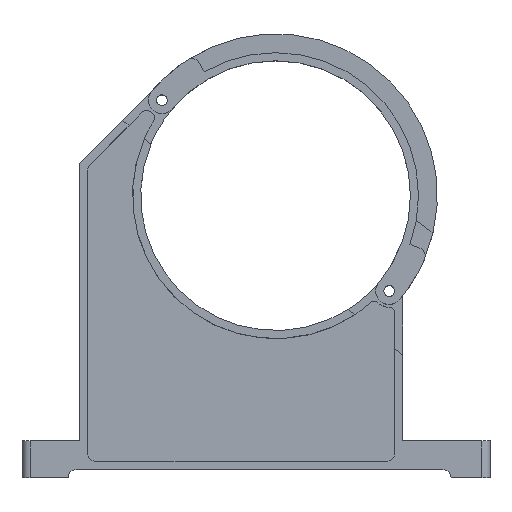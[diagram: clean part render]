
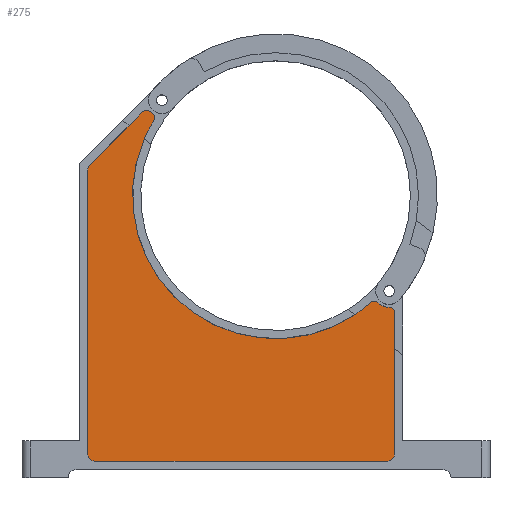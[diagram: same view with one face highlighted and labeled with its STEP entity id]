
A CAD part, top view. The second image highlights one B-rep face of the part: STEP entity #275.
In plain terms, the highlighted planar face has unit normal (0, 0, 1).
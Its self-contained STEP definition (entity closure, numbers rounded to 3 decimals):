
#275 = ADVANCED_FACE( '', ( #577 ), #578, .T. );
#577 = FACE_OUTER_BOUND( '', #893, .T. );
#578 = PLANE( '', #894 );
#893 = EDGE_LOOP( '', ( #1689, #1690, #1691, #1692, #1693, #1694, #1695, #1696, #1697, #1698, #1699, #1700, #1701, #1702 ) );
#894 = AXIS2_PLACEMENT_3D( '', #1703, #1704, #1705 );
#1689 = ORIENTED_EDGE( '', *, *, #1939, .T. );
#1690 = ORIENTED_EDGE( '', *, *, #2232, .T. );
#1691 = ORIENTED_EDGE( '', *, *, #2158, .T. );
#1692 = ORIENTED_EDGE( '', *, *, #1953, .T. );
#1693 = ORIENTED_EDGE( '', *, *, #2283, .T. );
#1694 = ORIENTED_EDGE( '', *, *, #1993, .T. );
#1695 = ORIENTED_EDGE( '', *, *, #2284, .T. );
#1696 = ORIENTED_EDGE( '', *, *, #2285, .F. );
#1697 = ORIENTED_EDGE( '', *, *, #2286, .T. );
#1698 = ORIENTED_EDGE( '', *, *, #2176, .F. );
#1699 = ORIENTED_EDGE( '', *, *, #2150, .T. );
#1700 = ORIENTED_EDGE( '', *, *, #2226, .F. );
#1701 = ORIENTED_EDGE( '', *, *, #2276, .T. );
#1702 = ORIENTED_EDGE( '', *, *, #2287, .T. );
#1703 = CARTESIAN_POINT( '', ( -73.3, 10.379, 3.3 ) );
#1704 = DIRECTION( '', ( 0., 0., 1. ) );
#1705 = DIRECTION( '', ( 1., 0., 0. ) );
#1939 = EDGE_CURVE( '', #2329, #2327, #2330, .T. );
#1953 = EDGE_CURVE( '', #2355, #2353, #2356, .T. );
#1993 = EDGE_CURVE( '', #2424, #2422, #2425, .T. );
#2150 = EDGE_CURVE( '', #2686, #2684, #2687, .T. );
#2158 = EDGE_CURVE( '', #2696, #2355, #2697, .T. );
#2176 = EDGE_CURVE( '', #2686, #2723, #2724, .T. );
#2226 = EDGE_CURVE( '', #2787, #2684, #2789, .T. );
#2232 = EDGE_CURVE( '', #2327, #2696, #2797, .T. );
#2276 = EDGE_CURVE( '', #2787, #2848, #2850, .T. );
#2283 = EDGE_CURVE( '', #2353, #2424, #2858, .T. );
#2284 = EDGE_CURVE( '', #2422, #2859, #2860, .T. );
#2285 = EDGE_CURVE( '', #2861, #2859, #2862, .T. );
#2286 = EDGE_CURVE( '', #2861, #2723, #2863, .T. );
#2287 = EDGE_CURVE( '', #2848, #2329, #2864, .T. );
#2327 = VERTEX_POINT( '', #2905 );
#2329 = VERTEX_POINT( '', #2908 );
#2330 = CIRCLE( '', #2909, 3.3 );
#2353 = VERTEX_POINT( '', #2937 );
#2355 = VERTEX_POINT( '', #2940 );
#2356 = LINE( '', #2941, #2942 );
#2422 = VERTEX_POINT( '', #3025 );
#2424 = VERTEX_POINT( '', #3028 );
#2425 = LINE( '', #3029, #3030 );
#2684 = VERTEX_POINT( '', #3363 );
#2686 = VERTEX_POINT( '', #3366 );
#2687 = CIRCLE( '', #3367, 2.2 );
#2696 = VERTEX_POINT( '', #3379 );
#2697 = CIRCLE( '', #3380, 3.3 );
#2723 = VERTEX_POINT( '', #3413 );
#2724 = CIRCLE( '', #3414, 58.3 );
#2787 = VERTEX_POINT( '', #3503 );
#2789 = CIRCLE( '', #3506, 6.6 );
#2797 = LINE( '', #3516, #3517 );
#2848 = VERTEX_POINT( '', #3584 );
#2850 = CIRCLE( '', #3587, 2.2 );
#2858 = CIRCLE( '', #3597, 3.3 );
#2859 = VERTEX_POINT( '', #3598 );
#2860 = CIRCLE( '', #3599, 2.2 );
#2861 = VERTEX_POINT( '', #3600 );
#2862 = CIRCLE( '', #3601, 6.6 );
#2863 = CIRCLE( '', #3602, 2.2 );
#2864 = LINE( '', #3603, #3604 );
#2905 = CARTESIAN_POINT( '', ( -76.6, 10.379, 3.3 ) );
#2908 = CARTESIAN_POINT( '', ( -75.633, 12.712, 3.3 ) );
#2909 = AXIS2_PLACEMENT_3D( '', #3653, #3654, #3655 );
#2937 = CARTESIAN_POINT( '', ( 45.246, -108.4, 3.3 ) );
#2940 = CARTESIAN_POINT( '', ( -73.3, -108.4, 3.3 ) );
#2941 = CARTESIAN_POINT( '', ( -73.3, -108.4, 3.3 ) );
#2942 = VECTOR( '', #3677, 1000. );
#3025 = CARTESIAN_POINT( '', ( 48.546, -47.689, 3.3 ) );
#3028 = CARTESIAN_POINT( '', ( 48.546, -105.1, 3.3 ) );
#3029 = CARTESIAN_POINT( '', ( 48.546, -105.1, 3.3 ) );
#3030 = VECTOR( '', #3735, 1000. );
#3363 = CARTESIAN_POINT( '', ( -50.209, 33.538, 3.3 ) );
#3366 = CARTESIAN_POINT( '', ( -49.624, 30.599, 3.3 ) );
#3367 = AXIS2_PLACEMENT_3D( '', #3979, #3980, #3981 );
#3379 = CARTESIAN_POINT( '', ( -76.6, -105.1, 3.3 ) );
#3380 = AXIS2_PLACEMENT_3D( '', #3988, #3989, #3990 );
#3413 = CARTESIAN_POINT( '', ( 38.752, -43.557, 3.3 ) );
#3414 = AXIS2_PLACEMENT_3D( '', #4016, #4017, #4018 );
#3503 = CARTESIAN_POINT( '', ( -51.013, 34.222, 3.3 ) );
#3506 = AXIS2_PLACEMENT_3D( '', #4067, #4068, #4069 );
#3516 = CARTESIAN_POINT( '', ( -76.6, 10.379, 3.3 ) );
#3517 = VECTOR( '', #4075, 1000. );
#3584 = CARTESIAN_POINT( '', ( -54.124, 34.222, 3.3 ) );
#3587 = AXIS2_PLACEMENT_3D( '', #4129, #4130, #4131 );
#3597 = AXIS2_PLACEMENT_3D( '', #4137, #4138, #4139 );
#3598 = CARTESIAN_POINT( '', ( 46.346, -45.489, 3.3 ) );
#3599 = AXIS2_PLACEMENT_3D( '', #4140, #4141, #4142 );
#3600 = CARTESIAN_POINT( '', ( 41.747, -43.623, 3.3 ) );
#3601 = AXIS2_PLACEMENT_3D( '', #4143, #4144, #4145 );
#3602 = AXIS2_PLACEMENT_3D( '', #4146, #4147, #4148 );
#3603 = CARTESIAN_POINT( '', ( -54.124, 34.222, 3.3 ) );
#3604 = VECTOR( '', #4149, 1000. );
#3653 = CARTESIAN_POINT( '', ( -73.3, 10.379, 3.3 ) );
#3654 = DIRECTION( '', ( 0., 0., 1. ) );
#3655 = DIRECTION( '', ( 1., 0., 0. ) );
#3677 = DIRECTION( '', ( 1., 0., 0. ) );
#3735 = DIRECTION( '', ( 0., 1., 0. ) );
#3979 = CARTESIAN_POINT( '', ( -51.497, 31.754, 3.3 ) );
#3980 = DIRECTION( '', ( 0., 0., 1. ) );
#3981 = DIRECTION( '', ( 1., 0., 0. ) );
#3988 = CARTESIAN_POINT( '', ( -73.3, -105.1, 3.3 ) );
#3989 = DIRECTION( '', ( 0., 0., 1. ) );
#3990 = DIRECTION( '', ( 1., 0., 0. ) );
#4016 = CARTESIAN_POINT( '', ( 0., 0., 3.3 ) );
#4017 = DIRECTION( '', ( 0., 0., 1. ) );
#4018 = DIRECTION( '', ( 1., 0., 0. ) );
#4067 = CARTESIAN_POINT( '', ( -46.346, 38.889, 3.3 ) );
#4068 = DIRECTION( '', ( 0., 0., 1. ) );
#4069 = DIRECTION( '', ( 1., 0., 0. ) );
#4075 = DIRECTION( '', ( 0., -1., 0. ) );
#4129 = CARTESIAN_POINT( '', ( -52.568, 32.666, 3.3 ) );
#4130 = DIRECTION( '', ( 0., 0., 1. ) );
#4131 = DIRECTION( '', ( 1., 0., 0. ) );
#4137 = CARTESIAN_POINT( '', ( 45.246, -105.1, 3.3 ) );
#4138 = DIRECTION( '', ( 0., 0., 1. ) );
#4139 = DIRECTION( '', ( 1., 0., 0. ) );
#4140 = CARTESIAN_POINT( '', ( 46.346, -47.689, 3.3 ) );
#4141 = DIRECTION( '', ( 0., 0., 1. ) );
#4142 = DIRECTION( '', ( 1., 0., 0. ) );
#4143 = CARTESIAN_POINT( '', ( 46.346, -38.889, 3.3 ) );
#4144 = DIRECTION( '', ( 0., 0., 1. ) );
#4145 = DIRECTION( '', ( 1., 0., 0. ) );
#4146 = CARTESIAN_POINT( '', ( 40.214, -45.201, 3.3 ) );
#4147 = DIRECTION( '', ( 0., 0., 1. ) );
#4148 = DIRECTION( '', ( 1., 0., 0. ) );
#4149 = DIRECTION( '', ( -0.707, -0.707, 0. ) );
